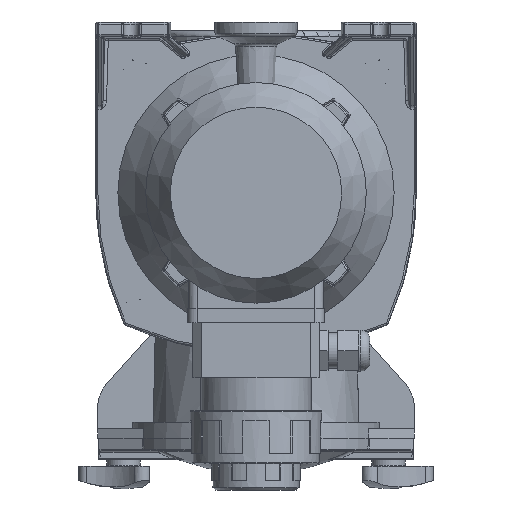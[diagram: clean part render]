
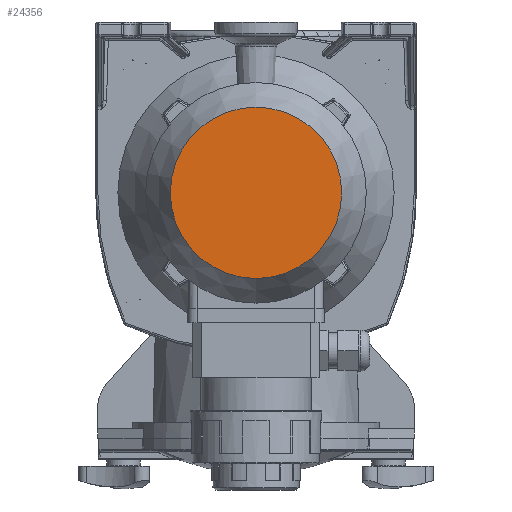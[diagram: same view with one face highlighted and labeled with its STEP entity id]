
A CAD part, front view. The second image highlights one B-rep face of the part: STEP entity #24356.
In plain terms, the highlighted planar face has unit normal (0, -1, 0).
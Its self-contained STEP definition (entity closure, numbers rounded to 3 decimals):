
#1313=CIRCLE('',#25521,48.144);
#2763=ORIENTED_EDGE('',*,*,#7633,.F.);
#7633=EDGE_CURVE('',#10114,#10114,#1313,.T.);
#10114=VERTEX_POINT('',#32899);
#13975=EDGE_LOOP('',(#2763));
#15148=FACE_BOUND('',#13975,.T.);
#16273=PLANE('',#25520);
#24356=ADVANCED_FACE('',(#15148),#16273,.F.);
#25520=AXIS2_PLACEMENT_3D('',#32897,#27902,#27903);
#25521=AXIS2_PLACEMENT_3D('',#32898,#27904,#27905);
#27902=DIRECTION('',(0.,1.,0.));
#27903=DIRECTION('',(0.,0.,1.));
#27904=DIRECTION('',(0.,1.,0.));
#27905=DIRECTION('',(0.,0.,1.));
#32897=CARTESIAN_POINT('',(0.,-214.115,0.058));
#32898=CARTESIAN_POINT('',(0.,-214.115,0.058));
#32899=CARTESIAN_POINT('',(0.,-214.115,48.201));
